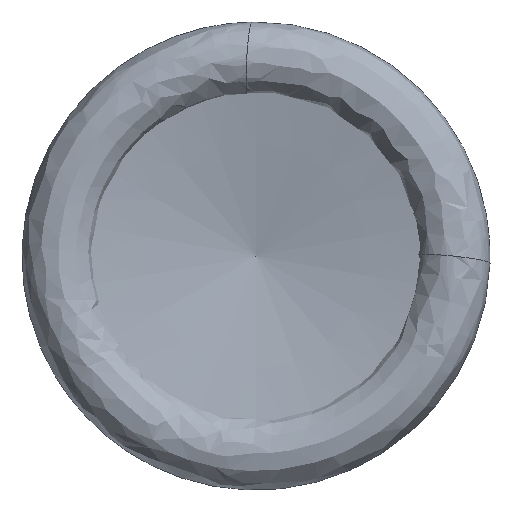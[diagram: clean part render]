
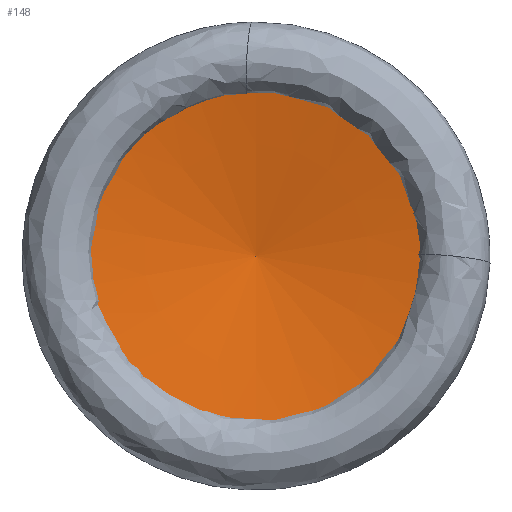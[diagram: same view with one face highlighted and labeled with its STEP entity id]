
A CAD part, left-side view. The second image highlights one B-rep face of the part: STEP entity #148.
In plain terms, the highlighted conical face has half-angle 80 degrees and reference radius 22.673 mm.
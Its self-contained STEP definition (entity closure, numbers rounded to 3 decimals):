
#43=VERTEX_LOOP('',#228);
#48=CONICAL_SURFACE('',#271,22.673,80.);
#148=ADVANCED_FACE('',(#171,#172),#48,.F.);
#171=FACE_BOUND('',#194,.T.);
#172=FACE_BOUND('',#43,.T.);
#194=EDGE_LOOP('',(#216));
#216=ORIENTED_EDGE('',*,*,#239,.T.);
#227=VERTEX_POINT('',#422);
#228=VERTEX_POINT('',#490);
#239=EDGE_CURVE('',#227,#227,#250,.T.);
#250=CIRCLE('',#270,22.673);
#270=AXIS2_PLACEMENT_3D('',#421,#310,#311);
#271=AXIS2_PLACEMENT_3D('',#491,#313,#314);
#310=DIRECTION('',(-1.,0.,0.));
#311=DIRECTION('',(0.,0.,1.));
#313=DIRECTION('',(-1.,0.,0.));
#314=DIRECTION('',(0.,0.,1.));
#421=CARTESIAN_POINT('',(3.,0.,0.));
#422=CARTESIAN_POINT('',(3.,0.,22.673));
#490=CARTESIAN_POINT('',(6.998,0.,0.));
#491=CARTESIAN_POINT('',(3.,0.,0.));
